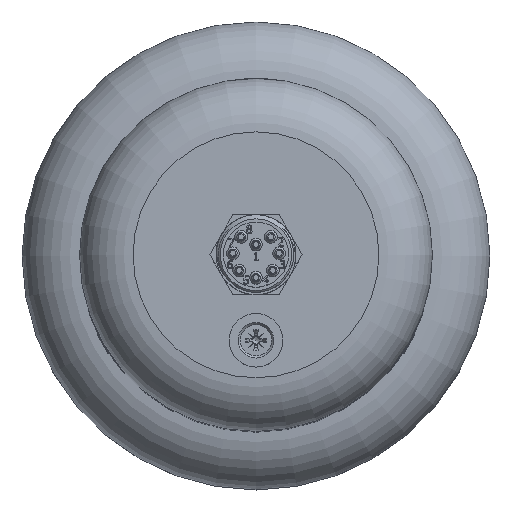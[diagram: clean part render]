
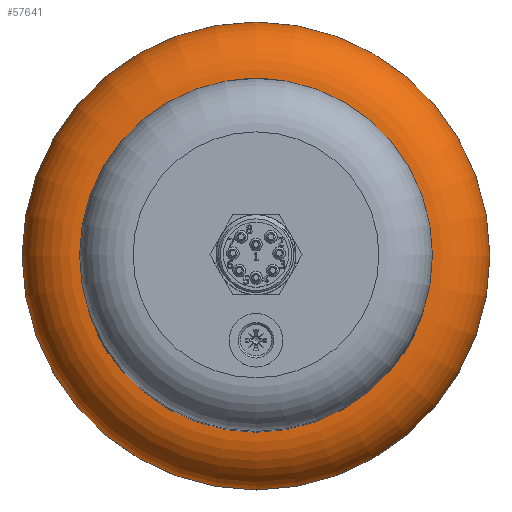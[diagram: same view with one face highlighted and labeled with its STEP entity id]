
A CAD part, top view. The second image highlights one B-rep face of the part: STEP entity #57641.
In plain terms, the highlighted toroidal (fillet/blend) face has major radius 41.846 mm and minor radius 13.716 mm.
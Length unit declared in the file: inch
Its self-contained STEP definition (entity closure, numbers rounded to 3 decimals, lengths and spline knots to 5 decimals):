
#3542=TOROIDAL_SURFACE('',#61350,1.6475,0.54);
#7249=FACE_OUTER_BOUND('',#10584,.T.);
#10584=EDGE_LOOP('',(#41404,#41405,#41406,#41407,#41408));
#26162=CIRCLE('',#61290,2.1875);
#26163=CIRCLE('',#61291,2.1875);
#26203=CIRCLE('',#61351,1.6475);
#26204=CIRCLE('',#61352,0.54);
#27951=VERTEX_POINT('',#82573);
#27952=VERTEX_POINT('',#82574);
#27983=VERTEX_POINT('',#82673);
#33184=EDGE_CURVE('',#27951,#27952,#26162,.T.);
#33186=EDGE_CURVE('',#27952,#27951,#26163,.T.);
#33232=EDGE_CURVE('',#27983,#27983,#26203,.T.);
#33233=EDGE_CURVE('',#27983,#27952,#26204,.T.);
#41404=ORIENTED_EDGE('',*,*,#33232,.T.);
#41405=ORIENTED_EDGE('',*,*,#33233,.T.);
#41406=ORIENTED_EDGE('',*,*,#33186,.T.);
#41407=ORIENTED_EDGE('',*,*,#33184,.T.);
#41408=ORIENTED_EDGE('',*,*,#33233,.F.);
#57641=ADVANCED_FACE('',(#7249),#3542,.T.);
#61290=AXIS2_PLACEMENT_3D('',#82575,#66441,#66442);
#61291=AXIS2_PLACEMENT_3D('',#82577,#66444,#66445);
#61350=AXIS2_PLACEMENT_3D('',#82672,#66568,#66569);
#61351=AXIS2_PLACEMENT_3D('',#82674,#66570,#66571);
#61352=AXIS2_PLACEMENT_3D('',#82675,#66572,#66573);
#66441=DIRECTION('center_axis',(0.,0.,-1.));
#66442=DIRECTION('ref_axis',(0.,-1.,0.));
#66444=DIRECTION('center_axis',(0.,0.,-1.));
#66445=DIRECTION('ref_axis',(0.,-1.,0.));
#66568=DIRECTION('center_axis',(0.,0.,-1.));
#66569=DIRECTION('ref_axis',(-1.,0.,0.));
#66570=DIRECTION('center_axis',(0.,0.,1.));
#66571=DIRECTION('ref_axis',(0.,-1.,0.));
#66572=DIRECTION('center_axis',(0.,-1.,0.));
#66573=DIRECTION('ref_axis',(1.,0.,0.));
#82573=CARTESIAN_POINT('',(0.,-2.1875,1.165));
#82574=CARTESIAN_POINT('',(2.1875,0.,1.165));
#82575=CARTESIAN_POINT('Origin',(0.,0.,1.165));
#82577=CARTESIAN_POINT('Origin',(0.,0.,1.165));
#82672=CARTESIAN_POINT('Origin',(0.,0.,1.165));
#82673=CARTESIAN_POINT('',(1.6475,0.,0.625));
#82674=CARTESIAN_POINT('Origin',(0.,0.,0.625));
#82675=CARTESIAN_POINT('Origin',(1.6475,0.,1.165));
